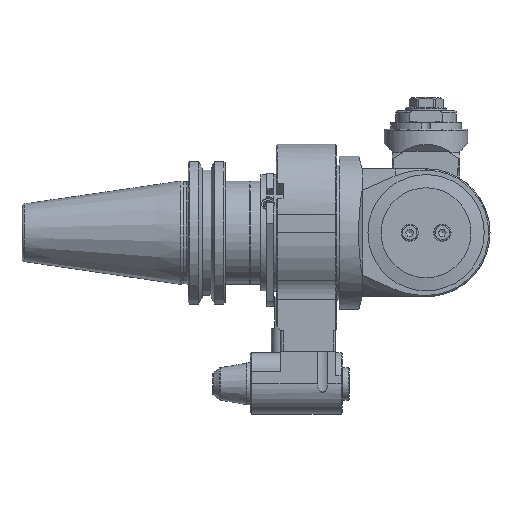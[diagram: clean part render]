
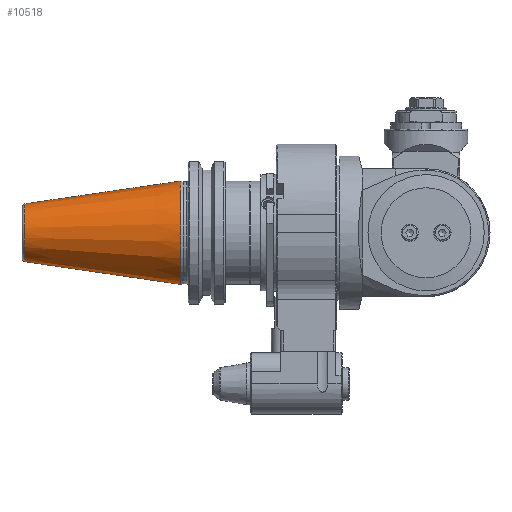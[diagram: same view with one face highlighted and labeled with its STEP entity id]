
A CAD part, left-side view. The second image highlights one B-rep face of the part: STEP entity #10518.
In plain terms, the highlighted conical face has half-angle 8.297 degrees and reference radius 17.342 mm.
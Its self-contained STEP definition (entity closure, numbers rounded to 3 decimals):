
#297=CONICAL_SURFACE('',#11643,17.342,0.145);
#1144=LINE('',#20088,#1980);
#1980=VECTOR('',#14632,17.342);
#2824=FACE_OUTER_BOUND('',#3515,.T.);
#3515=EDGE_LOOP('',(#9455,#9456,#9457,#9458,#9459));
#4021=CIRCLE('',#11642,22.225);
#4022=CIRCLE('',#11644,12.459);
#4023=CIRCLE('',#11645,12.459);
#5008=VERTEX_POINT('',#20083);
#5009=VERTEX_POINT('',#20087);
#5010=VERTEX_POINT('',#20089);
#6500=EDGE_CURVE('',#5008,#5008,#4021,.T.);
#6502=EDGE_CURVE('',#5008,#5009,#1144,.T.);
#6503=EDGE_CURVE('',#5010,#5009,#4022,.T.);
#6504=EDGE_CURVE('',#5009,#5010,#4023,.T.);
#9455=ORIENTED_EDGE('',*,*,#6500,.F.);
#9456=ORIENTED_EDGE('',*,*,#6502,.T.);
#9457=ORIENTED_EDGE('',*,*,#6503,.F.);
#9458=ORIENTED_EDGE('',*,*,#6504,.F.);
#9459=ORIENTED_EDGE('',*,*,#6502,.F.);
#10518=ADVANCED_FACE('',(#2824),#297,.T.);
#11642=AXIS2_PLACEMENT_3D('',#20084,#14627,#14628);
#11643=AXIS2_PLACEMENT_3D('',#20086,#14630,#14631);
#11644=AXIS2_PLACEMENT_3D('',#20090,#14633,#14634);
#11645=AXIS2_PLACEMENT_3D('',#20091,#14635,#14636);
#14627=DIRECTION('center_axis',(0.,-1.,0.));
#14628=DIRECTION('ref_axis',(0.,0.,-1.));
#14630=DIRECTION('center_axis',(0.,-1.,0.));
#14631=DIRECTION('ref_axis',(0.,0.,1.));
#14632=DIRECTION('',(0.,0.99,0.144));
#14633=DIRECTION('center_axis',(0.,1.,0.));
#14634=DIRECTION('ref_axis',(0.,0.,-1.));
#14635=DIRECTION('center_axis',(0.,1.,0.));
#14636=DIRECTION('ref_axis',(0.,0.,-1.));
#20083=CARTESIAN_POINT('',(0.,67.,-22.225));
#20084=CARTESIAN_POINT('Origin',(0.,67.,0.));
#20086=CARTESIAN_POINT('Origin',(0.,100.483,0.));
#20087=CARTESIAN_POINT('',(0.,133.966,-12.459));
#20088=CARTESIAN_POINT('',(0.,100.483,-17.342));
#20089=CARTESIAN_POINT('',(0.,133.966,12.459));
#20090=CARTESIAN_POINT('Origin',(0.,133.966,0.));
#20091=CARTESIAN_POINT('Origin',(0.,133.966,0.));
